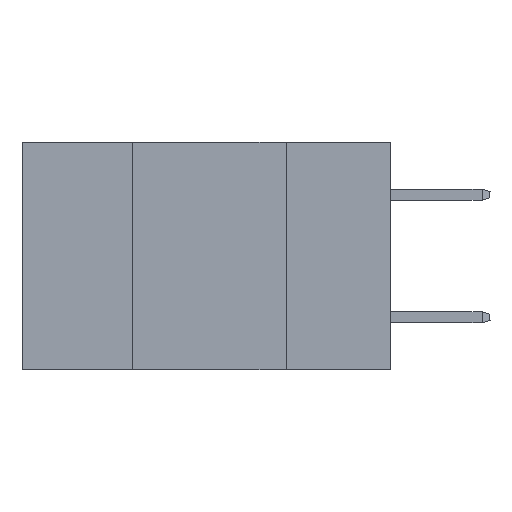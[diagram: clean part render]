
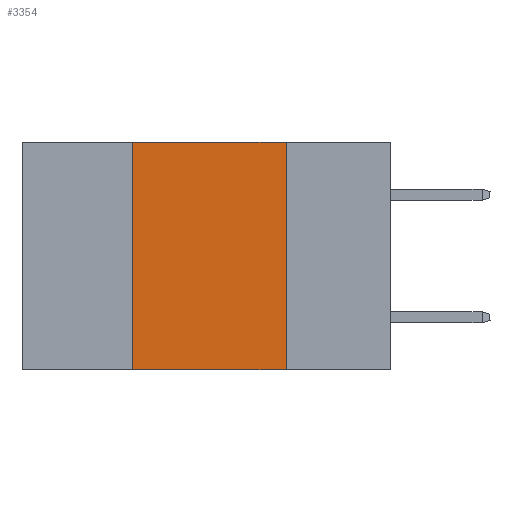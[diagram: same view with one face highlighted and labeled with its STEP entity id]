
A CAD part, left-side view. The second image highlights one B-rep face of the part: STEP entity #3354.
In plain terms, the highlighted planar face has unit normal (-1, 0, 0).
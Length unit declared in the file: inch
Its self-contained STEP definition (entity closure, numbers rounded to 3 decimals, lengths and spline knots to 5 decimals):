
#828 = DIRECTION ( 'NONE',  ( 0., 0., 1. ) ) ;
#2281 = VERTEX_POINT ( 'NONE', #9259 ) ;
#2657 = CARTESIAN_POINT ( 'NONE',  ( 0., 0.42, 0. ) ) ;
#3354 = ADVANCED_FACE ( 'NONE', ( #3663 ), #5086, .F. ) ;
#3410 = CARTESIAN_POINT ( 'NONE',  ( 0., 0.6, 0. ) ) ;
#3663 = FACE_OUTER_BOUND ( 'NONE', #13543, .T. ) ;
#4289 = CARTESIAN_POINT ( 'NONE',  ( 0., 0.42, 0. ) ) ;
#5086 = PLANE ( 'NONE',  #17409 ) ;
#5289 = CARTESIAN_POINT ( 'NONE',  ( 0., 0.6, -0.37 ) ) ;
#5804 = LINE ( 'NONE', #5289, #13849 ) ;
#6806 = DIRECTION ( 'NONE',  ( 1., 0., 0. ) ) ;
#8146 = EDGE_CURVE ( 'NONE', #8732, #2281, #14343, .T. ) ;
#8670 = DIRECTION ( 'NONE',  ( 0., -1., 0. ) ) ;
#8732 = VERTEX_POINT ( 'NONE', #2657 ) ;
#8915 = VERTEX_POINT ( 'NONE', #13393 ) ;
#9259 = CARTESIAN_POINT ( 'NONE',  ( 0., 0.17, 0. ) ) ;
#9681 = DIRECTION ( 'NONE',  ( 0., -1., 0. ) ) ;
#11070 = CARTESIAN_POINT ( 'NONE',  ( 0., 0.42, -0.37 ) ) ;
#11158 = EDGE_CURVE ( 'NONE', #15500, #8732, #14589, .T. ) ;
#13393 = CARTESIAN_POINT ( 'NONE',  ( 0., 0.17, -0.37 ) ) ;
#13417 = LINE ( 'NONE', #18649, #21820 ) ;
#13543 = EDGE_LOOP ( 'NONE', ( #16700, #20251, #14523, #17133 ) ) ;
#13849 = VECTOR ( 'NONE', #8670, 39.37008 ) ;
#14064 = VECTOR ( 'NONE', #828, 39.37008 ) ;
#14343 = LINE ( 'NONE', #18111, #18766 ) ;
#14523 = ORIENTED_EDGE ( 'NONE', *, *, #11158, .F. ) ;
#14540 = EDGE_CURVE ( 'NONE', #2281, #8915, #13417, .T. ) ;
#14589 = LINE ( 'NONE', #4289, #14064 ) ;
#15295 = DIRECTION ( 'NONE',  ( 0., 0., -1. ) ) ;
#15500 = VERTEX_POINT ( 'NONE', #11070 ) ;
#16700 = ORIENTED_EDGE ( 'NONE', *, *, #14540, .F. ) ;
#17133 = ORIENTED_EDGE ( 'NONE', *, *, #17456, .T. ) ;
#17409 = AXIS2_PLACEMENT_3D ( 'NONE', #3410, #6806, #18657 ) ;
#17456 = EDGE_CURVE ( 'NONE', #15500, #8915, #5804, .T. ) ;
#18111 = CARTESIAN_POINT ( 'NONE',  ( 0., 0.6, 0. ) ) ;
#18649 = CARTESIAN_POINT ( 'NONE',  ( 0., 0.17, 0. ) ) ;
#18657 = DIRECTION ( 'NONE',  ( 0., 0., -1. ) ) ;
#18766 = VECTOR ( 'NONE', #9681, 39.37008 ) ;
#20251 = ORIENTED_EDGE ( 'NONE', *, *, #8146, .F. ) ;
#21820 = VECTOR ( 'NONE', #15295, 39.37008 ) ;
